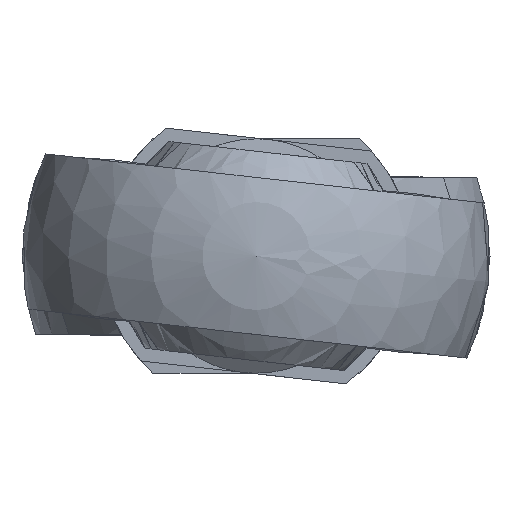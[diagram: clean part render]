
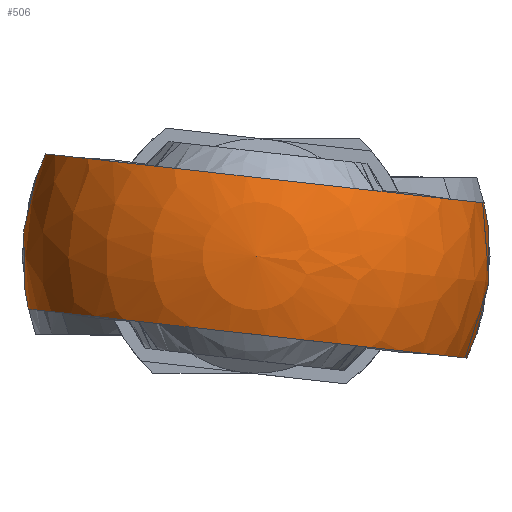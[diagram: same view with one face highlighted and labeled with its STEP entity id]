
A CAD part, front view. The second image highlights one B-rep face of the part: STEP entity #506.
In plain terms, the highlighted spherical face has radius 9 mm.
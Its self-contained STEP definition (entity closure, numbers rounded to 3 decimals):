
#39=SPHERICAL_SURFACE('',#662,9.);
#111=FACE_OUTER_BOUND('',#144,.T.);
#144=EDGE_LOOP('',(#429,#430,#431,#432,#433,#434,#435));
#223=CIRCLE('',#663,7.794);
#224=CIRCLE('',#664,8.485);
#225=CIRCLE('',#665,7.794);
#226=CIRCLE('',#666,9.);
#227=CIRCLE('',#667,7.794);
#228=CIRCLE('',#668,8.485);
#266=VERTEX_POINT('',#972);
#267=VERTEX_POINT('',#973);
#268=VERTEX_POINT('',#975);
#269=VERTEX_POINT('',#977);
#270=VERTEX_POINT('',#979);
#271=VERTEX_POINT('',#981);
#326=EDGE_CURVE('',#266,#267,#223,.T.);
#327=EDGE_CURVE('',#267,#268,#224,.T.);
#328=EDGE_CURVE('',#268,#269,#225,.T.);
#329=EDGE_CURVE('',#270,#269,#226,.T.);
#330=EDGE_CURVE('',#269,#271,#227,.T.);
#331=EDGE_CURVE('',#271,#266,#228,.T.);
#429=ORIENTED_EDGE('',*,*,#326,.T.);
#430=ORIENTED_EDGE('',*,*,#327,.T.);
#431=ORIENTED_EDGE('',*,*,#328,.T.);
#432=ORIENTED_EDGE('',*,*,#329,.F.);
#433=ORIENTED_EDGE('',*,*,#329,.T.);
#434=ORIENTED_EDGE('',*,*,#330,.T.);
#435=ORIENTED_EDGE('',*,*,#331,.T.);
#506=ADVANCED_FACE('',(#111),#39,.T.);
#662=AXIS2_PLACEMENT_3D('',#971,#807,#808);
#663=AXIS2_PLACEMENT_3D('',#974,#809,#810);
#664=AXIS2_PLACEMENT_3D('',#976,#811,#812);
#665=AXIS2_PLACEMENT_3D('',#978,#813,#814);
#666=AXIS2_PLACEMENT_3D('',#980,#815,#816);
#667=AXIS2_PLACEMENT_3D('',#982,#817,#818);
#668=AXIS2_PLACEMENT_3D('',#983,#819,#820);
#807=DIRECTION('center_axis',(0.,0.,1.));
#808=DIRECTION('ref_axis',(1.,0.,0.));
#809=DIRECTION('center_axis',(0.,0.,1.));
#810=DIRECTION('ref_axis',(1.,0.,0.));
#811=DIRECTION('center_axis',(0.,-1.,0.));
#812=DIRECTION('ref_axis',(0.,0.,1.));
#813=DIRECTION('center_axis',(0.,0.,1.));
#814=DIRECTION('ref_axis',(1.,0.,0.));
#815=DIRECTION('center_axis',(0.,-1.,0.));
#816=DIRECTION('ref_axis',(-1.,0.,0.));
#817=DIRECTION('center_axis',(0.,0.,1.));
#818=DIRECTION('ref_axis',(1.,0.,0.));
#819=DIRECTION('center_axis',(0.,1.,0.));
#820=DIRECTION('ref_axis',(0.,0.,-1.));
#971=CARTESIAN_POINT('Origin',(0.,0.,0.));
#972=CARTESIAN_POINT('',(7.194,-3.,-4.5));
#973=CARTESIAN_POINT('',(7.194,3.,-4.5));
#974=CARTESIAN_POINT('Origin',(0.,0.,-4.5));
#975=CARTESIAN_POINT('',(-7.194,3.,-4.5));
#976=CARTESIAN_POINT('Origin',(0.,3.,0.));
#977=CARTESIAN_POINT('',(-7.794,0.,-4.5));
#978=CARTESIAN_POINT('Origin',(0.,0.,-4.5));
#979=CARTESIAN_POINT('',(0.,0.,9.));
#980=CARTESIAN_POINT('Origin',(0.,0.,0.));
#981=CARTESIAN_POINT('',(-7.194,-3.,-4.5));
#982=CARTESIAN_POINT('Origin',(0.,0.,-4.5));
#983=CARTESIAN_POINT('Origin',(0.,-3.,0.));
